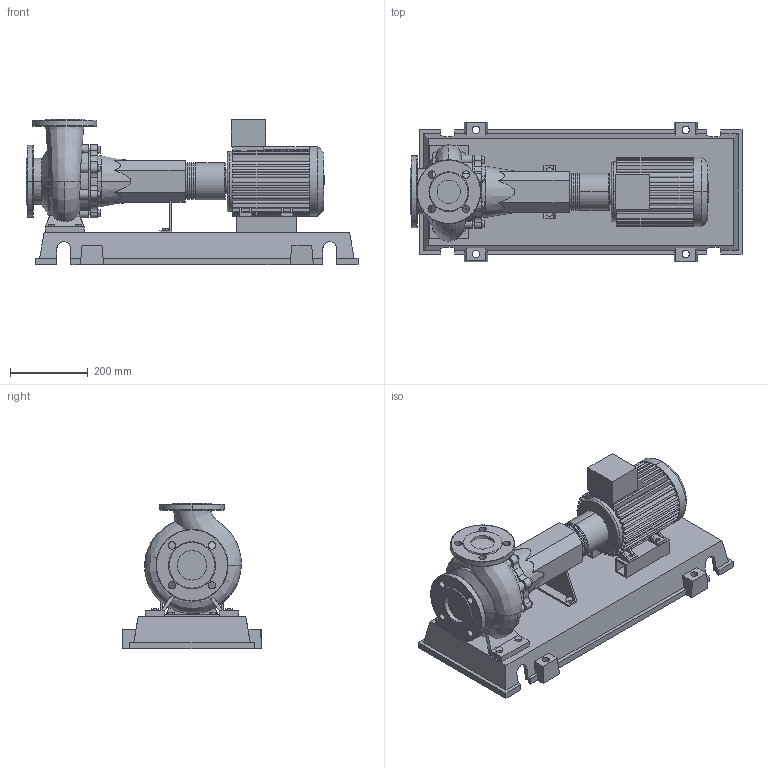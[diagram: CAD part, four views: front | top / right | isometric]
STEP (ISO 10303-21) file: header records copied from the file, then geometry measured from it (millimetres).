
FILE_DESCRIPTION((''),'2;1');
FILE_NAME('3d_NL50_125-1.5-2-05-4109038.stp','2015-03-03T07:42:17',(''),(''),'Mechanical Desktop 2009','Mechanical Desktop 2009',', , ');
FILE_SCHEMA(('CONFIG_CONTROL_DESIGN'));
Length unit declared in the file: millimetre
Products named in the file (1): Product
Bounding box: 855 x 360 x 375 mm (x, y, z)
Volume: 20043425.2 mm3; surface area: 1890902.6 mm2
Topology: 13 solids, 13 shells, 810 faces, 2162 edges, 1421 vertices
Faces by surface type: plane 430, bspline 197, cylinder 169, cone 8, torus 6
Entity records: 29499 total; most frequent: CARTESIAN_POINT 9395, ORIENTED_EDGE 4326, DIRECTION 3905, EDGE_CURVE 2163, VECTOR 1429, LINE 1429, VERTEX_POINT 1420, AXIS2_PLACEMENT_3D 1238
